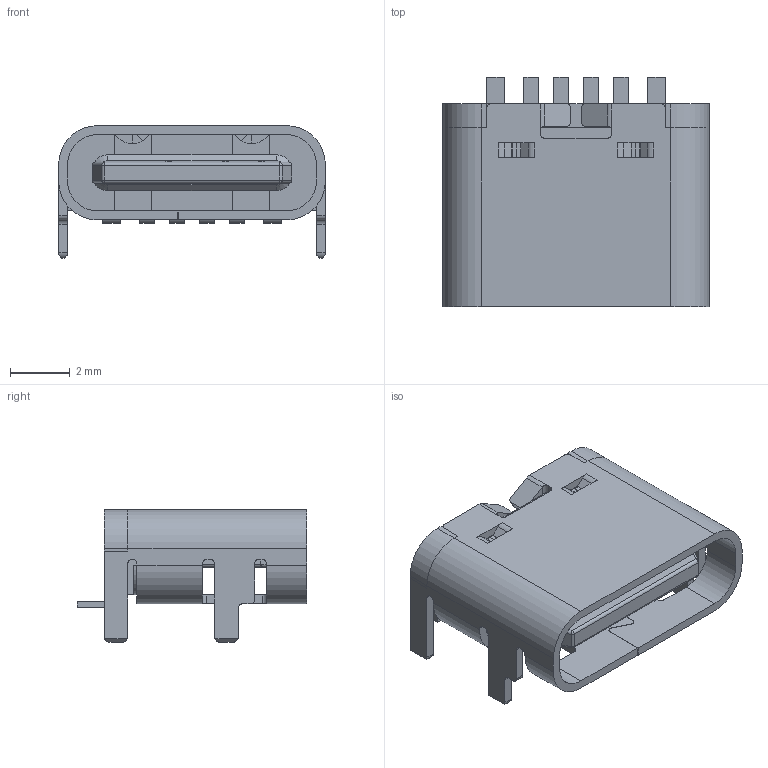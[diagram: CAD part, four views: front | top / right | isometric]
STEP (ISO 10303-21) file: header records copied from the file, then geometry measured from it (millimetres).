
FILE_DESCRIPTION(('STEP AP242'),'1');
FILE_NAME('632722100213.stp','2024-09-04T12:06:16',('TraceParts'),('TraceParts S.A.'),'Spatial InterOp 3D',' ',' ');
FILE_SCHEMA(('AP242_MANAGED_MODEL_BASED_3D_ENGINEERING_MIM_LF {1 0 10303 442 1 1 4}'));
Length unit declared in the file: millimetre
Products named in the file (1): 632722100213_1
Bounding box: 8.94 x 7.7 x 4.45 mm (x, y, z)
Volume: 94.2 mm3; surface area: 586 mm2
Topology: 14 solids, 15 shells, 718 faces, 2015 edges, 1309 vertices
Faces by surface type: plane 495, cylinder 215, sphere 4, cone 4
Entity records: 25756 total; most frequent: CARTESIAN_POINT 4082, ORIENTED_EDGE 4022, DIRECTION 3910, EDGE_CURVE 2011, LINE 1556, VECTOR 1556, VERTEX_POINT 1309, AXIS2_PLACEMENT_3D 1177
